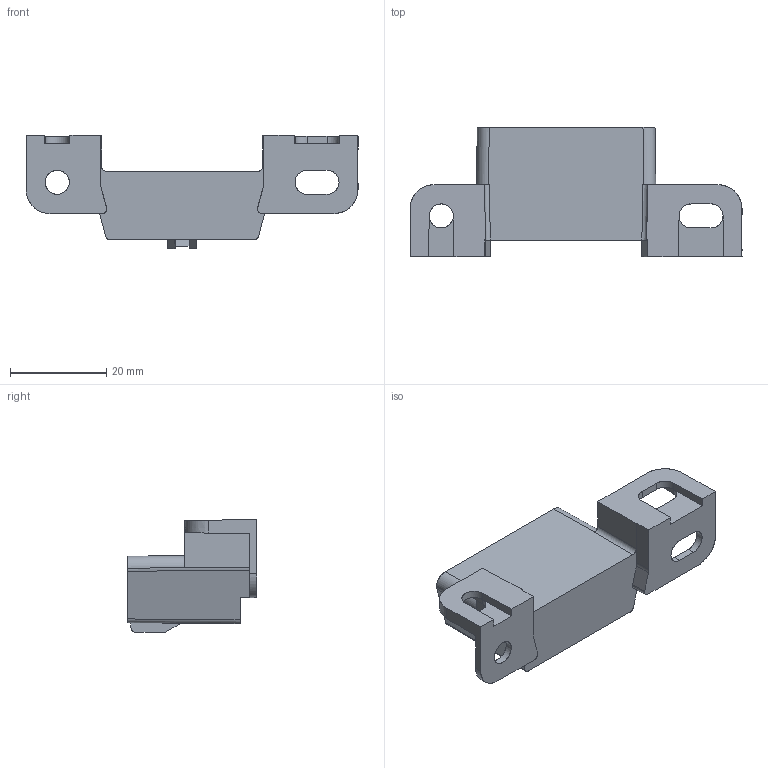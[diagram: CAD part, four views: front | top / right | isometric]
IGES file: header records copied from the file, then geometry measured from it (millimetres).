
Global section: file name: 13666136.igs; native system: NX V3.0; preprocessor: UGS NX IGES V3.0; date: 20071005.195338; units: millimetre
Bounding box: 69.1 x 27 x 23.56 mm (x, y, z)
Surface area: 5835 mm2 (no closed solid volume)
Topology: 0 solids, 0 shells, 92 faces, 1012 edges, 1076 vertices
Faces by surface type: extrusion 62, revolution 26, bspline 4
